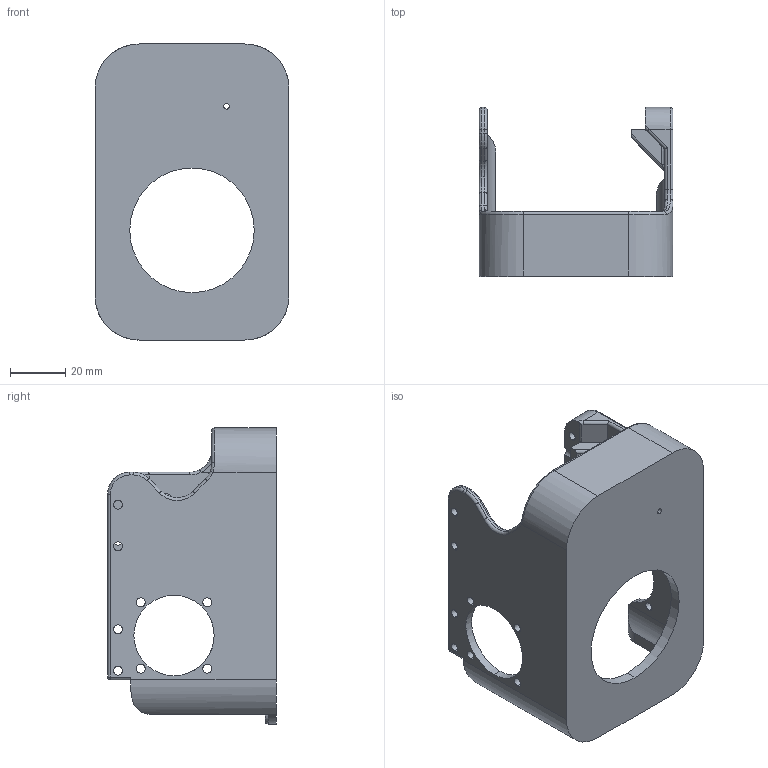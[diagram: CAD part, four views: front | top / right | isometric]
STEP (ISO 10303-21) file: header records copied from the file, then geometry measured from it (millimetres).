
FILE_DESCRIPTION (( 'STEP AP214' ), '1' );
FILE_NAME ('fanMountToolHeadCover 2 .STEP', '2025-05-16T04:39:07', ( '' ), ( '' ), 'SwSTEP 2.0', 'SolidWorks 2024', '' );
FILE_SCHEMA (( 'AUTOMOTIVE_DESIGN' ));
Length unit declared in the file: millimetre
Products named in the file (1): fanMountToolHeadCover 2 
Bounding box: 70.1 x 61 x 107 mm (x, y, z)
Volume: 49395 mm3; surface area: 34656.3 mm2
Topology: 1 solids, 1 shells, 195 faces, 504 edges, 318 vertices
Faces by surface type: cylinder 114, plane 57, torus 15, bspline 7, sphere 2
Entity records: 6446 total; most frequent: CARTESIAN_POINT 1492, DIRECTION 1094, ORIENTED_EDGE 1004, EDGE_CURVE 502, AXIS2_PLACEMENT_3D 434, VERTEX_POINT 318, CIRCLE 245, EDGE_LOOP 238
